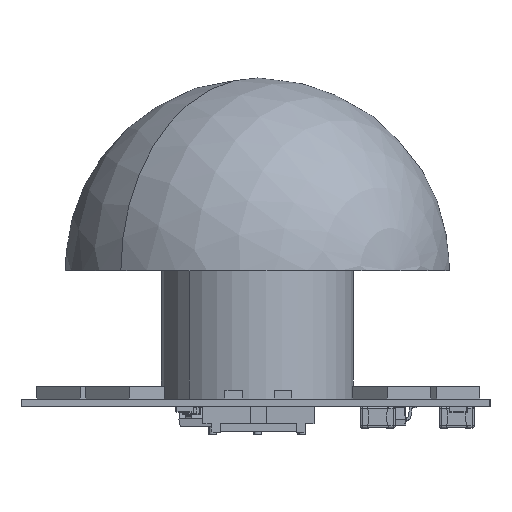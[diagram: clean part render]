
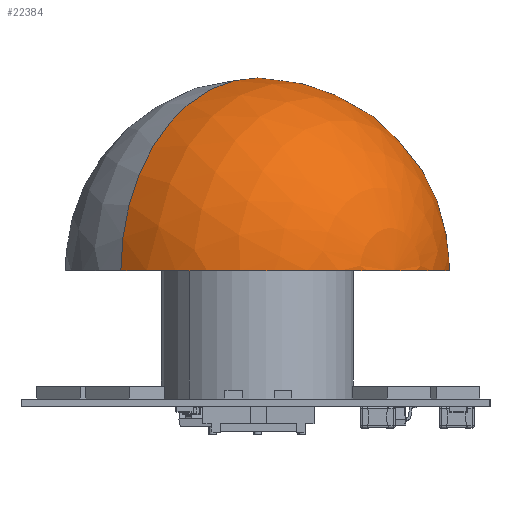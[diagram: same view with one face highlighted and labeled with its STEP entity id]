
A CAD part, left-side view. The second image highlights one B-rep face of the part: STEP entity #22384.
In plain terms, the highlighted spherical face has radius 11 mm.
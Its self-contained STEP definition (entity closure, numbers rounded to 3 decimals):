
#22209 = VERTEX_POINT('',#22210);
#22210 = CARTESIAN_POINT('',(11.,0.,7.3));
#22220 = VERTEX_POINT('',#22221);
#22221 = CARTESIAN_POINT('',(-11.,0.,7.3));
#22228 = EDGE_CURVE('',#22220,#22229,#22231,.T.);
#22229 = VERTEX_POINT('',#22230);
#22230 = CARTESIAN_POINT('',(0.,0.,18.3));
#22231 = CIRCLE('',#22232,11.);
#22232 = AXIS2_PLACEMENT_3D('',#22233,#22234,#22235);
#22233 = CARTESIAN_POINT('',(0.,0.,7.3));
#22234 = DIRECTION('',(0.,1.,0.));
#22235 = DIRECTION('',(-1.,0.,0.));
#22237 = EDGE_CURVE('',#22209,#22229,#22238,.T.);
#22238 = CIRCLE('',#22239,11.);
#22239 = AXIS2_PLACEMENT_3D('',#22240,#22241,#22242);
#22240 = CARTESIAN_POINT('',(0.,0.,7.3));
#22241 = DIRECTION('',(0.,-1.,0.));
#22242 = DIRECTION('',(0.,0.,-1.));
#22363 = EDGE_CURVE('',#22364,#22209,#22366,.T.);
#22364 = VERTEX_POINT('',#22365);
#22365 = CARTESIAN_POINT('',(0.,-11.,7.3));
#22366 = CIRCLE('',#22367,11.);
#22367 = AXIS2_PLACEMENT_3D('',#22368,#22369,#22370);
#22368 = CARTESIAN_POINT('',(0.,0.,7.3));
#22369 = DIRECTION('',(0.,0.,1.));
#22370 = DIRECTION('',(1.,0.,0.));
#22372 = EDGE_CURVE('',#22220,#22364,#22373,.T.);
#22373 = CIRCLE('',#22374,11.);
#22374 = AXIS2_PLACEMENT_3D('',#22375,#22376,#22377);
#22375 = CARTESIAN_POINT('',(0.,0.,7.3));
#22376 = DIRECTION('',(0.,0.,1.));
#22377 = DIRECTION('',(1.,0.,0.));
#22384 = ADVANCED_FACE('',(#22385),#22391,.T.);
#22385 = FACE_BOUND('',#22386,.T.);
#22386 = EDGE_LOOP('',(#22387,#22388,#22389,#22390));
#22387 = ORIENTED_EDGE('',*,*,#22228,.F.);
#22388 = ORIENTED_EDGE('',*,*,#22372,.T.);
#22389 = ORIENTED_EDGE('',*,*,#22363,.T.);
#22390 = ORIENTED_EDGE('',*,*,#22237,.T.);
#22391 = SPHERICAL_SURFACE('',#22392,11.);
#22392 = AXIS2_PLACEMENT_3D('',#22393,#22394,#22395);
#22393 = CARTESIAN_POINT('',(0.,0.,7.3));
#22394 = DIRECTION('',(0.,1.,0.));
#22395 = DIRECTION('',(1.,0.,0.));
